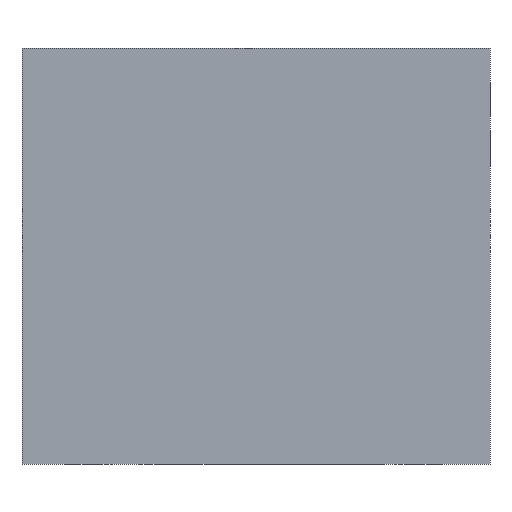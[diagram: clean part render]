
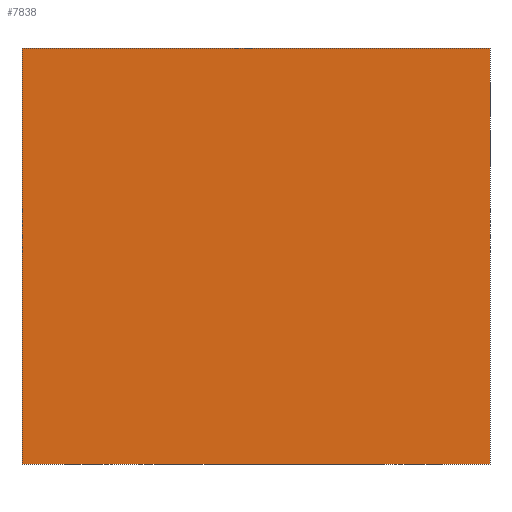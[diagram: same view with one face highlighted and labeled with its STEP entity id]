
A CAD part, left-side view. The second image highlights one B-rep face of the part: STEP entity #7838.
In plain terms, the highlighted planar face has unit normal (-1, 0, 0).
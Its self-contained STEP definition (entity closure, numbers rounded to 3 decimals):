
#421=PLANE('',#8211);
#812=FACE_OUTER_BOUND('',#1239,.T.);
#1239=EDGE_LOOP('',(#6951,#6952,#6953,#6954));
#1652=LINE('',#12097,#2455);
#2058=LINE('',#13215,#2861);
#2059=LINE('',#13217,#2862);
#2060=LINE('',#13218,#2863);
#2455=VECTOR('',#8830,10.);
#2861=VECTOR('',#9722,10.);
#2862=VECTOR('',#9723,10.);
#2863=VECTOR('',#9724,10.);
#3449=VERTEX_POINT('',#12090);
#3452=VERTEX_POINT('',#12095);
#3793=VERTEX_POINT('',#13214);
#3794=VERTEX_POINT('',#13216);
#4370=EDGE_CURVE('',#3449,#3452,#1652,.T.);
#4860=EDGE_CURVE('',#3793,#3449,#2058,.T.);
#4861=EDGE_CURVE('',#3794,#3452,#2059,.T.);
#4862=EDGE_CURVE('',#3793,#3794,#2060,.T.);
#6951=ORIENTED_EDGE('',*,*,#4860,.T.);
#6952=ORIENTED_EDGE('',*,*,#4370,.T.);
#6953=ORIENTED_EDGE('',*,*,#4861,.F.);
#6954=ORIENTED_EDGE('',*,*,#4862,.F.);
#7838=ADVANCED_FACE('',(#812),#421,.T.);
#8211=AXIS2_PLACEMENT_3D('',#13213,#9720,#9721);
#8830=DIRECTION('',(0.,0.,1.));
#9720=DIRECTION('center_axis',(-1.,0.,0.));
#9721=DIRECTION('ref_axis',(0.,-1.,0.));
#9722=DIRECTION('',(0.,-1.,0.));
#9723=DIRECTION('',(0.,-1.,0.));
#9724=DIRECTION('',(0.,0.,1.));
#12090=CARTESIAN_POINT('',(0.,0.,0.));
#12095=CARTESIAN_POINT('',(0.,0.,50.8));
#12097=CARTESIAN_POINT('',(0.,0.,0.));
#13213=CARTESIAN_POINT('Origin',(0.,57.15,0.));
#13214=CARTESIAN_POINT('',(0.,57.15,0.));
#13215=CARTESIAN_POINT('',(0.,57.15,0.));
#13216=CARTESIAN_POINT('',(0.,57.15,50.8));
#13217=CARTESIAN_POINT('',(0.,57.15,50.8));
#13218=CARTESIAN_POINT('',(0.,57.15,0.));
